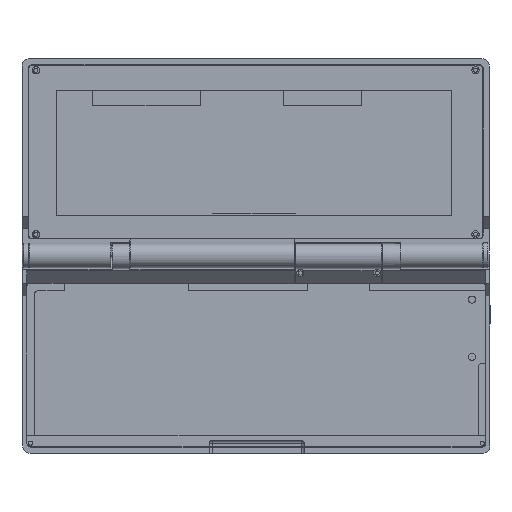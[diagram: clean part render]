
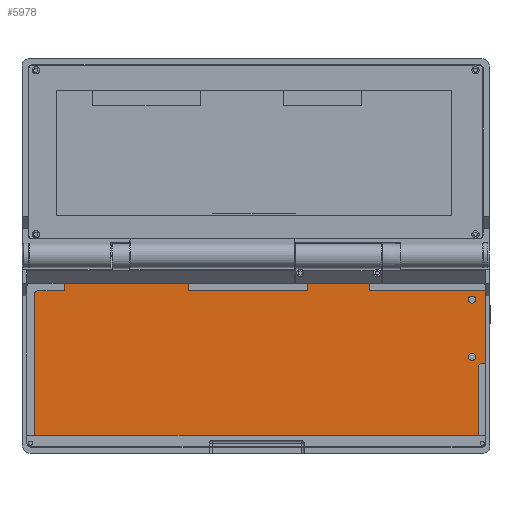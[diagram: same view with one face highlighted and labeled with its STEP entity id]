
A CAD part, top view. The second image highlights one B-rep face of the part: STEP entity #5978.
In plain terms, the highlighted planar face has unit normal (0, 0, 1).
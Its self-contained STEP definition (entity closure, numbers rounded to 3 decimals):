
#66=FACE_BOUND('',#1925,.T.);
#67=FACE_BOUND('',#1926,.T.);
#116=LINE('',#8665,#806);
#117=LINE('',#8669,#807);
#118=LINE('',#8671,#808);
#119=LINE('',#8673,#809);
#120=LINE('',#8675,#810);
#121=LINE('',#8677,#811);
#122=LINE('',#8679,#812);
#123=LINE('',#8681,#813);
#124=LINE('',#8683,#814);
#125=LINE('',#8685,#815);
#126=LINE('',#8687,#816);
#127=LINE('',#8689,#817);
#128=LINE('',#8693,#818);
#129=LINE('',#8696,#819);
#806=VECTOR('',#6912,10.);
#807=VECTOR('',#6915,10.);
#808=VECTOR('',#6916,10.);
#809=VECTOR('',#6917,10.);
#810=VECTOR('',#6918,10.);
#811=VECTOR('',#6919,10.);
#812=VECTOR('',#6920,10.);
#813=VECTOR('',#6921,10.);
#814=VECTOR('',#6922,10.);
#815=VECTOR('',#6923,10.);
#816=VECTOR('',#6924,10.);
#817=VECTOR('',#6925,10.);
#818=VECTOR('',#6928,10.);
#819=VECTOR('',#6931,10.);
#1581=FACE_OUTER_BOUND('',#1924,.T.);
#1924=EDGE_LOOP('',(#3969,#3970,#3971,#3972,#3973,#3974,#3975,#3976,#3977,
#3978,#3979,#3980,#3981,#3982,#3983,#3984,#3985,#3986));
#1925=EDGE_LOOP('',(#3987));
#1926=EDGE_LOOP('',(#3988));
#2310=CIRCLE('',#6353,1.7);
#2311=CIRCLE('',#6355,1.7);
#2312=CIRCLE('',#6357,1.8);
#2314=CIRCLE('',#6360,1.8);
#2315=CIRCLE('',#6361,1.8);
#2316=CIRCLE('',#6362,1.8);
#2490=VERTEX_POINT('',#8647);
#2491=VERTEX_POINT('',#8651);
#2492=VERTEX_POINT('',#8655);
#2493=VERTEX_POINT('',#8656);
#2496=VERTEX_POINT('',#8664);
#2497=VERTEX_POINT('',#8666);
#2498=VERTEX_POINT('',#8668);
#2499=VERTEX_POINT('',#8670);
#2500=VERTEX_POINT('',#8672);
#2501=VERTEX_POINT('',#8674);
#2502=VERTEX_POINT('',#8676);
#2503=VERTEX_POINT('',#8678);
#2504=VERTEX_POINT('',#8680);
#2505=VERTEX_POINT('',#8682);
#2506=VERTEX_POINT('',#8684);
#2507=VERTEX_POINT('',#8686);
#2508=VERTEX_POINT('',#8688);
#2509=VERTEX_POINT('',#8690);
#2510=VERTEX_POINT('',#8692);
#2511=VERTEX_POINT('',#8694);
#3072=EDGE_CURVE('',#2490,#2490,#2310,.T.);
#3074=EDGE_CURVE('',#2491,#2491,#2311,.T.);
#3075=EDGE_CURVE('',#2492,#2493,#2312,.T.);
#3079=EDGE_CURVE('',#2493,#2496,#116,.T.);
#3080=EDGE_CURVE('',#2497,#2496,#2314,.F.);
#3081=EDGE_CURVE('',#2497,#2498,#117,.T.);
#3082=EDGE_CURVE('',#2498,#2499,#118,.T.);
#3083=EDGE_CURVE('',#2499,#2500,#119,.T.);
#3084=EDGE_CURVE('',#2500,#2501,#120,.T.);
#3085=EDGE_CURVE('',#2501,#2502,#121,.T.);
#3086=EDGE_CURVE('',#2502,#2503,#122,.T.);
#3087=EDGE_CURVE('',#2503,#2504,#123,.T.);
#3088=EDGE_CURVE('',#2504,#2505,#124,.T.);
#3089=EDGE_CURVE('',#2505,#2506,#125,.T.);
#3090=EDGE_CURVE('',#2506,#2507,#126,.T.);
#3091=EDGE_CURVE('',#2507,#2508,#127,.T.);
#3092=EDGE_CURVE('',#2508,#2509,#2315,.T.);
#3093=EDGE_CURVE('',#2509,#2510,#128,.T.);
#3094=EDGE_CURVE('',#2510,#2511,#2316,.T.);
#3095=EDGE_CURVE('',#2511,#2492,#129,.T.);
#3969=ORIENTED_EDGE('',*,*,#3075,.T.);
#3970=ORIENTED_EDGE('',*,*,#3079,.T.);
#3971=ORIENTED_EDGE('',*,*,#3080,.F.);
#3972=ORIENTED_EDGE('',*,*,#3081,.T.);
#3973=ORIENTED_EDGE('',*,*,#3082,.T.);
#3974=ORIENTED_EDGE('',*,*,#3083,.T.);
#3975=ORIENTED_EDGE('',*,*,#3084,.T.);
#3976=ORIENTED_EDGE('',*,*,#3085,.T.);
#3977=ORIENTED_EDGE('',*,*,#3086,.T.);
#3978=ORIENTED_EDGE('',*,*,#3087,.T.);
#3979=ORIENTED_EDGE('',*,*,#3088,.T.);
#3980=ORIENTED_EDGE('',*,*,#3089,.T.);
#3981=ORIENTED_EDGE('',*,*,#3090,.T.);
#3982=ORIENTED_EDGE('',*,*,#3091,.T.);
#3983=ORIENTED_EDGE('',*,*,#3092,.T.);
#3984=ORIENTED_EDGE('',*,*,#3093,.T.);
#3985=ORIENTED_EDGE('',*,*,#3094,.T.);
#3986=ORIENTED_EDGE('',*,*,#3095,.T.);
#3987=ORIENTED_EDGE('',*,*,#3072,.T.);
#3988=ORIENTED_EDGE('',*,*,#3074,.T.);
#5729=PLANE('',#6359);
#5978=ADVANCED_FACE('',(#1581,#66,#67),#5729,.T.);
#6353=AXIS2_PLACEMENT_3D('',#8649,#6895,#6896);
#6355=AXIS2_PLACEMENT_3D('',#8653,#6900,#6901);
#6357=AXIS2_PLACEMENT_3D('',#8657,#6904,#6905);
#6359=AXIS2_PLACEMENT_3D('',#8663,#6910,#6911);
#6360=AXIS2_PLACEMENT_3D('',#8667,#6913,#6914);
#6361=AXIS2_PLACEMENT_3D('',#8691,#6926,#6927);
#6362=AXIS2_PLACEMENT_3D('',#8695,#6929,#6930);
#6895=DIRECTION('center_axis',(0.,0.,-1.));
#6896=DIRECTION('ref_axis',(1.,0.,0.));
#6900=DIRECTION('center_axis',(0.,0.,-1.));
#6901=DIRECTION('ref_axis',(1.,0.,0.));
#6904=DIRECTION('center_axis',(0.,0.,1.));
#6905=DIRECTION('ref_axis',(0.707,-0.707,0.));
#6910=DIRECTION('center_axis',(0.,0.,1.));
#6911=DIRECTION('ref_axis',(1.,0.,0.));
#6912=DIRECTION('',(0.,1.,0.));
#6913=DIRECTION('center_axis',(0.,0.,-1.));
#6914=DIRECTION('ref_axis',(-0.707,0.707,0.));
#6915=DIRECTION('',(1.,0.,0.));
#6916=DIRECTION('',(0.,1.,0.));
#6917=DIRECTION('',(-1.,0.,0.));
#6918=DIRECTION('',(0.,1.,0.));
#6919=DIRECTION('',(-1.,0.,0.));
#6920=DIRECTION('',(0.,-1.,0.));
#6921=DIRECTION('',(-1.,0.,0.));
#6922=DIRECTION('',(0.,1.,0.));
#6923=DIRECTION('',(-1.,0.,0.));
#6924=DIRECTION('',(0.,-1.,0.));
#6925=DIRECTION('',(-1.,0.,0.));
#6926=DIRECTION('center_axis',(0.,0.,1.));
#6927=DIRECTION('ref_axis',(-0.707,0.707,0.));
#6928=DIRECTION('',(0.,-1.,0.));
#6929=DIRECTION('center_axis',(0.,0.,1.));
#6930=DIRECTION('ref_axis',(-0.707,-0.707,0.));
#6931=DIRECTION('',(1.,0.,0.));
#8647=CARTESIAN_POINT('',(515.2,-48.488,0.));
#8649=CARTESIAN_POINT('Origin',(516.9,-48.488,0.));
#8651=CARTESIAN_POINT('',(515.208,-20.825,0.));
#8653=CARTESIAN_POINT('Origin',(516.908,-20.825,0.));
#8655=CARTESIAN_POINT('',(518.2,-89.4,0.));
#8656=CARTESIAN_POINT('',(520.,-87.6,0.));
#8657=CARTESIAN_POINT('Origin',(518.2,-87.6,0.));
#8663=CARTESIAN_POINT('Origin',(412.8,-54.,0.));
#8664=CARTESIAN_POINT('',(520.,-53.4,0.));
#8665=CARTESIAN_POINT('',(520.,-73.8,0.));
#8666=CARTESIAN_POINT('',(521.8,-51.6,0.));
#8667=CARTESIAN_POINT('Origin',(521.8,-53.4,0.));
#8668=CARTESIAN_POINT('',(523.6,-51.6,0.));
#8669=CARTESIAN_POINT('',(468.2,-51.6,0.));
#8670=CARTESIAN_POINT('',(523.6,-16.6,0.));
#8671=CARTESIAN_POINT('',(523.6,-16.,0.));
#8672=CARTESIAN_POINT('',(467.6,-16.6,0.));
#8673=CARTESIAN_POINT('',(440.7,-16.6,0.));
#8674=CARTESIAN_POINT('',(467.6,-5.,0.));
#8675=CARTESIAN_POINT('',(467.6,-33.5,0.));
#8676=CARTESIAN_POINT('',(437.6,-5.,0.));
#8677=CARTESIAN_POINT('',(412.8,-5.,0.));
#8678=CARTESIAN_POINT('',(437.6,-16.6,0.));
#8679=CARTESIAN_POINT('',(437.6,-31.5,0.));
#8680=CARTESIAN_POINT('',(380.,-16.6,0.));
#8681=CARTESIAN_POINT('',(424.2,-16.6,0.));
#8682=CARTESIAN_POINT('',(380.,-4.5,0.));
#8683=CARTESIAN_POINT('',(380.,-33.5,0.));
#8684=CARTESIAN_POINT('',(320.,-4.5,0.));
#8685=CARTESIAN_POINT('',(412.8,-4.5,0.));
#8686=CARTESIAN_POINT('',(320.,-16.6,0.));
#8687=CARTESIAN_POINT('',(320.,-33.5,0.));
#8688=CARTESIAN_POINT('',(307.4,-16.6,0.));
#8689=CARTESIAN_POINT('',(359.2,-16.6,0.));
#8690=CARTESIAN_POINT('',(305.6,-18.4,0.));
#8691=CARTESIAN_POINT('Origin',(307.4,-18.4,0.));
#8692=CARTESIAN_POINT('',(305.6,-87.6,0.));
#8693=CARTESIAN_POINT('',(305.6,-71.2,0.));
#8694=CARTESIAN_POINT('',(307.4,-89.4,0.));
#8695=CARTESIAN_POINT('Origin',(307.4,-87.6,0.));
#8696=CARTESIAN_POINT('',(466.4,-89.4,0.));
